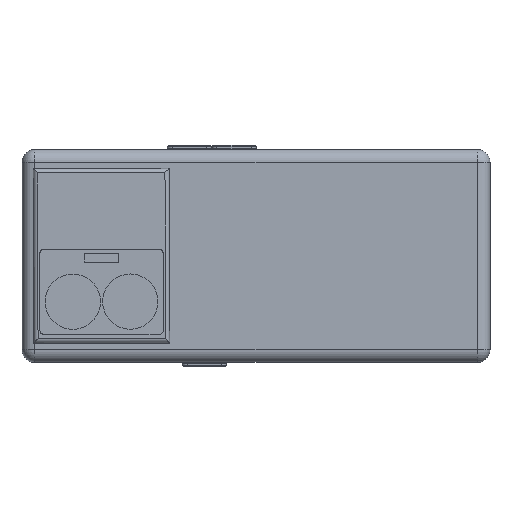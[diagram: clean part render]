
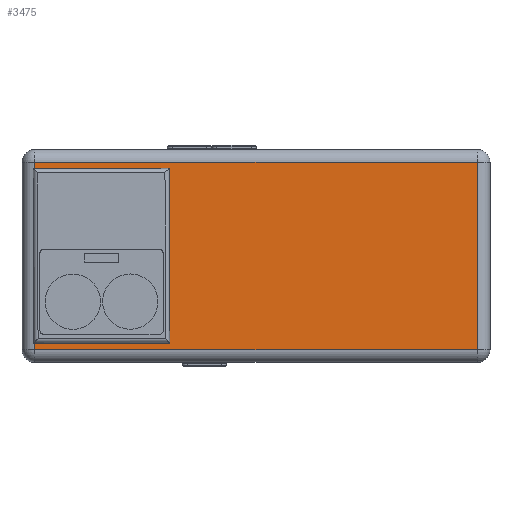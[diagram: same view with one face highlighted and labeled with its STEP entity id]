
A CAD part, top view. The second image highlights one B-rep face of the part: STEP entity #3475.
In plain terms, the highlighted planar face has unit normal (0, 0, 1).
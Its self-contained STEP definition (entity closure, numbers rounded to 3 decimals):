
#266 = VECTOR ( 'NONE', #5483, 1000. ) ;
#346 = CARTESIAN_POINT ( 'NONE',  ( 0., 0., 7. ) ) ;
#352 = CARTESIAN_POINT ( 'NONE',  ( 38.777, -16.822, 7. ) ) ;
#399 = DIRECTION ( 'NONE',  ( -1., 0., 0. ) ) ;
#643 = CARTESIAN_POINT ( 'NONE',  ( 38.777, 0., 7. ) ) ;
#965 = DIRECTION ( 'NONE',  ( 0., 0., 1. ) ) ;
#966 = VERTEX_POINT ( 'NONE', #1453 ) ;
#1110 = EDGE_CURVE ( 'NONE', #6035, #5030, #3466, .T. ) ;
#1400 = CARTESIAN_POINT ( 'NONE',  ( 38.777, 27.178, 7. ) ) ;
#1401 = DIRECTION ( 'NONE',  ( 0., 1., 0. ) ) ;
#1453 = CARTESIAN_POINT ( 'NONE',  ( -33.595, -15.313, 7. ) ) ;
#1587 = FACE_OUTER_BOUND ( 'NONE', #5388, .T. ) ;
#1610 = ORIENTED_EDGE ( 'NONE', *, *, #1110, .T. ) ;
#1772 = LINE ( 'NONE', #4876, #266 ) ;
#1902 = CARTESIAN_POINT ( 'NONE',  ( -65.223, -16.822, 7. ) ) ;
#1964 = VECTOR ( 'NONE', #399, 1000. ) ;
#2126 = CARTESIAN_POINT ( 'NONE',  ( -65.223, -19.822, 7. ) ) ;
#2136 = VECTOR ( 'NONE', #3180, 1000. ) ;
#2153 = CARTESIAN_POINT ( 'NONE',  ( 38.777, -16.822, 7. ) ) ;
#2205 = VERTEX_POINT ( 'NONE', #4725 ) ;
#2423 = DIRECTION ( 'NONE',  ( 0., 1., 0. ) ) ;
#2499 = VECTOR ( 'NONE', #2423, 1000. ) ;
#2563 = CARTESIAN_POINT ( 'NONE',  ( -65.223, 25.669, 7. ) ) ;
#2647 = LINE ( 'NONE', #6843, #2136 ) ;
#2775 = PLANE ( 'NONE',  #5639 ) ;
#2823 = LINE ( 'NONE', #2126, #7550 ) ;
#3017 = VECTOR ( 'NONE', #6031, 1000. ) ;
#3036 = LINE ( 'NONE', #7221, #3017 ) ;
#3180 = DIRECTION ( 'NONE',  ( 1., 0., 0. ) ) ;
#3466 = LINE ( 'NONE', #2153, #3681 ) ;
#3475 = ADVANCED_FACE ( 'NONE', ( #1587 ), #2775, .T. ) ;
#3613 = EDGE_CURVE ( 'NONE', #7518, #966, #2647, .T. ) ;
#3681 = VECTOR ( 'NONE', #7123, 1000. ) ;
#3919 = EDGE_CURVE ( 'NONE', #7518, #6035, #3036, .T. ) ;
#3945 = EDGE_CURVE ( 'NONE', #6072, #2205, #5984, .T. ) ;
#4208 = ORIENTED_EDGE ( 'NONE', *, *, #4265, .F. ) ;
#4265 = EDGE_CURVE ( 'NONE', #5057, #5681, #1772, .T. ) ;
#4644 = ORIENTED_EDGE ( 'NONE', *, *, #3919, .T. ) ;
#4689 = VECTOR ( 'NONE', #1401, 1000. ) ;
#4725 = CARTESIAN_POINT ( 'NONE',  ( -65.223, 27.178, 7. ) ) ;
#4728 = ORIENTED_EDGE ( 'NONE', *, *, #3945, .T. ) ;
#4811 = CARTESIAN_POINT ( 'NONE',  ( -33.595, 25.669, 7. ) ) ;
#4856 = CARTESIAN_POINT ( 'NONE',  ( 0., 27.178, 7. ) ) ;
#4876 = CARTESIAN_POINT ( 'NONE',  ( -65.507, 25.669, 7. ) ) ;
#4913 = EDGE_CURVE ( 'NONE', #2205, #5681, #2823, .T. ) ;
#5030 = VERTEX_POINT ( 'NONE', #352 ) ;
#5057 = VERTEX_POINT ( 'NONE', #4811 ) ;
#5135 = ORIENTED_EDGE ( 'NONE', *, *, #4913, .T. ) ;
#5388 = EDGE_LOOP ( 'NONE', ( #4644, #1610, #6071, #4728, #5135, #4208, #6632, #7688 ) ) ;
#5440 = CARTESIAN_POINT ( 'NONE',  ( -65.223, -15.313, 7. ) ) ;
#5483 = DIRECTION ( 'NONE',  ( -1., 0., 0. ) ) ;
#5639 = AXIS2_PLACEMENT_3D ( 'NONE', #346, #965, #7746 ) ;
#5681 = VERTEX_POINT ( 'NONE', #2563 ) ;
#5770 = LINE ( 'NONE', #6430, #4689 ) ;
#5947 = DIRECTION ( 'NONE',  ( 0., -1., 0. ) ) ;
#5984 = LINE ( 'NONE', #4856, #1964 ) ;
#6031 = DIRECTION ( 'NONE',  ( 0., -1., 0. ) ) ;
#6035 = VERTEX_POINT ( 'NONE', #1902 ) ;
#6071 = ORIENTED_EDGE ( 'NONE', *, *, #6751, .T. ) ;
#6072 = VERTEX_POINT ( 'NONE', #1400 ) ;
#6430 = CARTESIAN_POINT ( 'NONE',  ( -33.595, 25.669, 7. ) ) ;
#6632 = ORIENTED_EDGE ( 'NONE', *, *, #7333, .F. ) ;
#6751 = EDGE_CURVE ( 'NONE', #5030, #6072, #7393, .T. ) ;
#6843 = CARTESIAN_POINT ( 'NONE',  ( -65.507, -15.313, 7. ) ) ;
#7123 = DIRECTION ( 'NONE',  ( 1., 0., 0. ) ) ;
#7221 = CARTESIAN_POINT ( 'NONE',  ( -65.223, -19.822, 7. ) ) ;
#7333 = EDGE_CURVE ( 'NONE', #966, #5057, #5770, .T. ) ;
#7393 = LINE ( 'NONE', #643, #2499 ) ;
#7518 = VERTEX_POINT ( 'NONE', #5440 ) ;
#7550 = VECTOR ( 'NONE', #5947, 1000. ) ;
#7688 = ORIENTED_EDGE ( 'NONE', *, *, #3613, .F. ) ;
#7746 = DIRECTION ( 'NONE',  ( 1., 0., 0. ) ) ;
